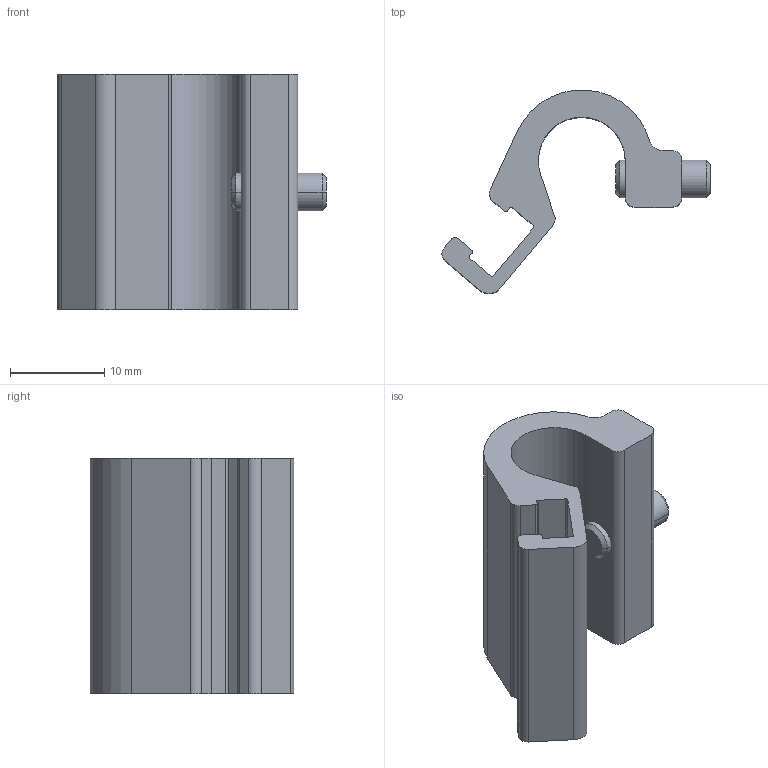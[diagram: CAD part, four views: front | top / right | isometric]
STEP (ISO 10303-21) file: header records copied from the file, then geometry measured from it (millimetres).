
FILE_DESCRIPTION (( 'STEP AP203' ), '1' );
FILE_NAME ('CPSA-04.STEP', '2026-02-02T13:14:42', ( '' ), ( '' ), 'SwSTEP 2.0', 'SolidWorks 2024', '' );
FILE_SCHEMA (( 'CONFIG_CONTROL_DESIGN' ));
Length unit declared in the file: millimetre
Products named in the file (1): CPSA-04
Bounding box: 28.43 x 21.57 x 25 mm (x, y, z)
Volume: 3712.2 mm3; surface area: 2986.9 mm2
Topology: 1 solids, 1 shells, 55 faces, 146 edges, 94 vertices
Faces by surface type: plane 29, cylinder 22, cone 4
Entity records: 1787 total; most frequent: DIRECTION 304, CARTESIAN_POINT 302, ORIENTED_EDGE 292, EDGE_CURVE 146, AXIS2_PLACEMENT_3D 104, VECTOR 96, LINE 96, VERTEX_POINT 94
